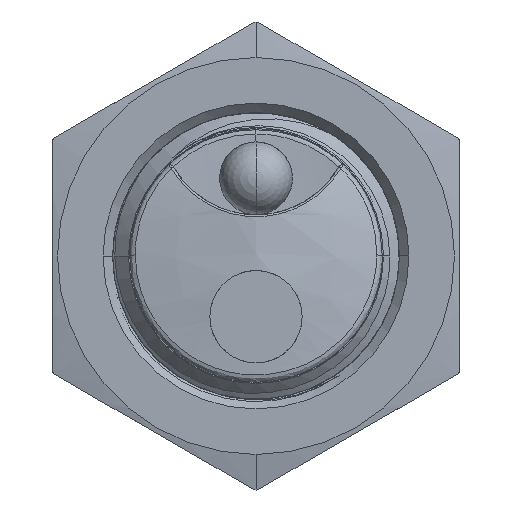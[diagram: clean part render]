
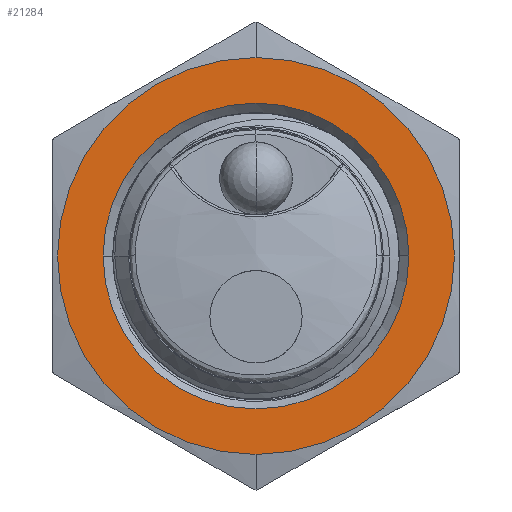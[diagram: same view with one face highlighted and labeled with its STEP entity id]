
A CAD part, front view. The second image highlights one B-rep face of the part: STEP entity #21284.
In plain terms, the highlighted face is planar.
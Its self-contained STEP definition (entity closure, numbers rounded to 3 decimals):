
#16171=CARTESIAN_POINT('',(0.,0.,1.65));
#16172=DIRECTION('',(0.,0.,-1.));
#16173=DIRECTION('',(-1.,0.,0.));
#16174=AXIS2_PLACEMENT_3D('',#16171,#16172,#16173);
#16176=CARTESIAN_POINT('',(0.,0.,1.65));
#16177=DIRECTION('',(0.,0.,-1.));
#16178=DIRECTION('',(1.,0.,0.));
#16179=AXIS2_PLACEMENT_3D('',#16176,#16177,#16178);
#16181=CARTESIAN_POINT('',(0.,0.,1.65));
#16182=DIRECTION('',(0.,0.,-1.));
#16183=DIRECTION('',(0.,1.,0.));
#16184=AXIS2_PLACEMENT_3D('',#16181,#16182,#16183);
#16186=CARTESIAN_POINT('',(0.,0.,1.65));
#16187=DIRECTION('',(0.,0.,-1.));
#16188=DIRECTION('',(0.,-1.,0.));
#16189=AXIS2_PLACEMENT_3D('',#16186,#16187,#16188);
#20364=CARTESIAN_POINT('',(0.,8.175,1.65));
#20366=VERTEX_POINT('',#20364);
#20368=CARTESIAN_POINT('',(0.,-8.175,1.65));
#20370=VERTEX_POINT('',#20368);
#20396=CARTESIAN_POINT('',(-6.3,0.,1.65));
#20397=CARTESIAN_POINT('',(6.3,0.,1.65));
#20398=VERTEX_POINT('',#20396);
#20399=VERTEX_POINT('',#20397);
#21269=CARTESIAN_POINT('',(0.,0.,1.65));
#21270=DIRECTION('',(0.,0.,1.));
#21271=DIRECTION('',(1.,0.,0.));
#21272=AXIS2_PLACEMENT_3D('',#21269,#21270,#21271);
#21273=PLANE('',#21272);
#21274=ORIENTED_EDGE('',*,*,#21239,.T.);
#21275=ORIENTED_EDGE('',*,*,#21250,.T.);
#21276=EDGE_LOOP('',(#21274,#21275));
#21277=FACE_OUTER_BOUND('',#21276,.F.);
#21279=ORIENTED_EDGE('',*,*,#21278,.F.);
#21281=ORIENTED_EDGE('',*,*,#21280,.F.);
#21282=EDGE_LOOP('',(#21279,#21281));
#21283=FACE_BOUND('',#21282,.F.);
#21284=ADVANCED_FACE('',(#21277,#21283),#21273,.T.);
#16175=CIRCLE('',#16174,6.3);
#16180=CIRCLE('',#16179,6.3);
#16185=CIRCLE('',#16184,8.175);
#16190=CIRCLE('',#16189,8.175);
#21239=EDGE_CURVE('',#20366,#20370,#16185,.T.);
#21250=EDGE_CURVE('',#20370,#20366,#16190,.T.);
#21278=EDGE_CURVE('',#20398,#20399,#16175,.T.);
#21280=EDGE_CURVE('',#20399,#20398,#16180,.T.);
